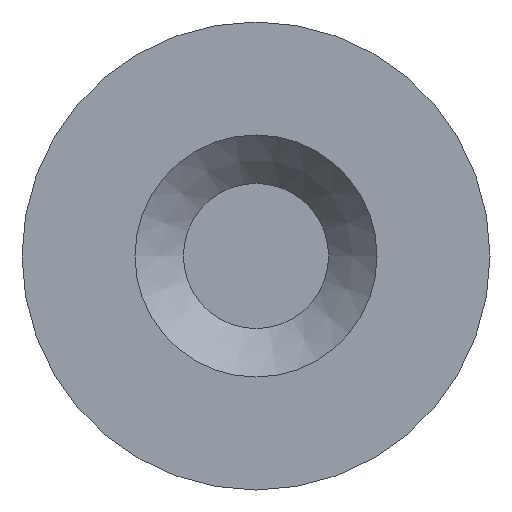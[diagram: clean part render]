
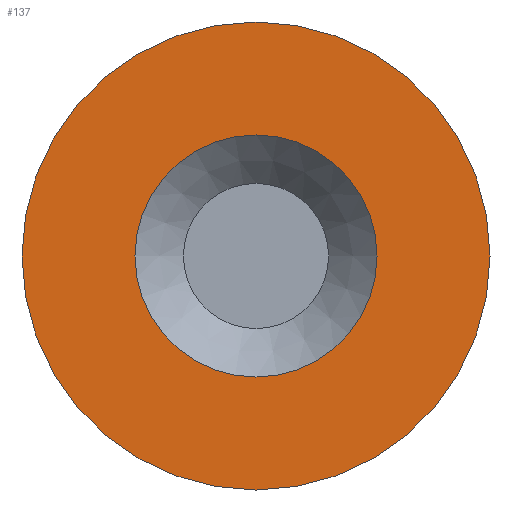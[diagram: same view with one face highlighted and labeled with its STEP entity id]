
A CAD part, front view. The second image highlights one B-rep face of the part: STEP entity #137.
In plain terms, the highlighted planar face has unit normal (0, -1, 0).
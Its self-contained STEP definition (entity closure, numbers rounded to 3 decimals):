
#16=FACE_BOUND('',#57,.T.);
#35=PLANE('',#172);
#45=FACE_OUTER_BOUND('',#56,.T.);
#56=EDGE_LOOP('',(#125));
#57=EDGE_LOOP('',(#126));
#65=CIRCLE('',#165,2.9);
#68=CIRCLE('',#171,1.5);
#75=VERTEX_POINT('',#244);
#78=VERTEX_POINT('',#255);
#88=EDGE_CURVE('',#75,#75,#65,.T.);
#93=EDGE_CURVE('',#78,#78,#68,.F.);
#125=ORIENTED_EDGE('',*,*,#88,.T.);
#126=ORIENTED_EDGE('',*,*,#93,.T.);
#137=ADVANCED_FACE('',(#45,#16),#35,.F.);
#165=AXIS2_PLACEMENT_3D('',#245,#203,#204);
#171=AXIS2_PLACEMENT_3D('',#256,#217,#218);
#172=AXIS2_PLACEMENT_3D('',#258,#220,#221);
#203=DIRECTION('center_axis',(0.,-1.,0.));
#204=DIRECTION('ref_axis',(-1.,0.,0.));
#217=DIRECTION('center_axis',(0.,-1.,0.));
#218=DIRECTION('ref_axis',(-1.,0.,0.));
#220=DIRECTION('center_axis',(0.,1.,0.));
#221=DIRECTION('ref_axis',(-1.,0.,0.));
#244=CARTESIAN_POINT('',(-26.333,56.7,-3.85));
#245=CARTESIAN_POINT('Origin',(-29.233,56.7,-3.85));
#255=CARTESIAN_POINT('',(-27.733,56.7,-3.85));
#256=CARTESIAN_POINT('Origin',(-29.233,56.7,-3.85));
#258=CARTESIAN_POINT('Origin',(-29.233,56.7,-3.85));
